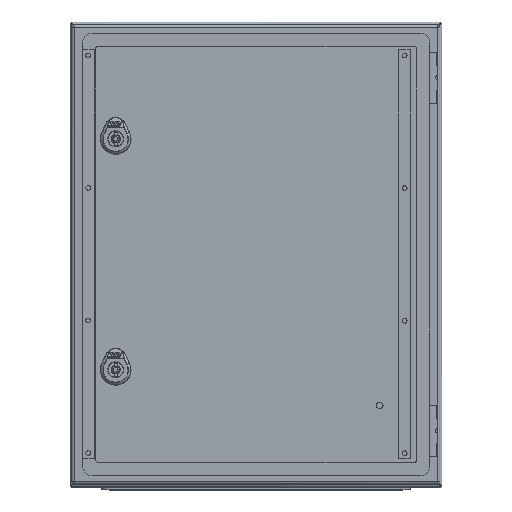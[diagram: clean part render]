
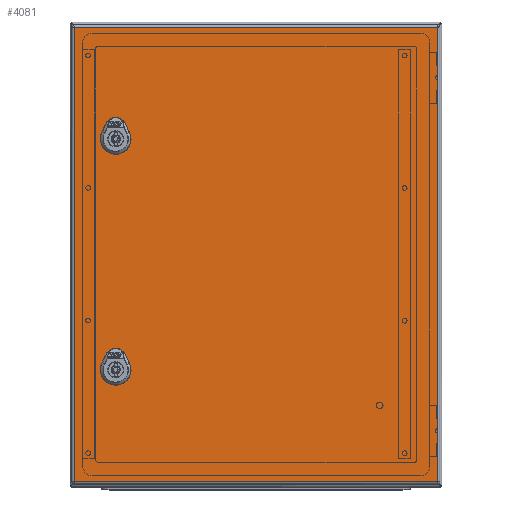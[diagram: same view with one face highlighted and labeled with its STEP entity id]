
A CAD part, top view. The second image highlights one B-rep face of the part: STEP entity #4081.
In plain terms, the highlighted face is planar.
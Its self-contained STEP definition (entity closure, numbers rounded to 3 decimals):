
#725=FACE_BOUND('',#6383,.T.);
#726=FACE_BOUND('',#6384,.T.);
#727=FACE_BOUND('',#6385,.T.);
#4081=ADVANCED_FACE('',(#725,#726,#727),#4842,.F.);
#4842=PLANE('',#19627);
#6383=EDGE_LOOP('',(#10158,#10159,#10160,#10161,#10162,#10163,#10164,#10165));
#6384=EDGE_LOOP('',(#10166,#10167,#10168,#10169,#10170,#10171,#10172,#10173));
#6385=EDGE_LOOP('',(#10174,#10175,#10176,#10177));
#7436=CIRCLE('',#19619,11.25);
#7437=CIRCLE('',#19620,11.25);
#7438=CIRCLE('',#19621,11.25);
#7439=CIRCLE('',#19622,11.25);
#7440=CIRCLE('',#19623,11.25);
#7441=CIRCLE('',#19624,11.25);
#7442=CIRCLE('',#19625,11.25);
#7443=CIRCLE('',#19626,11.25);
#10158=ORIENTED_EDGE('',*,*,#15260,.T.);
#10159=ORIENTED_EDGE('',*,*,#15261,.T.);
#10160=ORIENTED_EDGE('',*,*,#15262,.T.);
#10161=ORIENTED_EDGE('',*,*,#15263,.T.);
#10162=ORIENTED_EDGE('',*,*,#15264,.T.);
#10163=ORIENTED_EDGE('',*,*,#15265,.T.);
#10164=ORIENTED_EDGE('',*,*,#15266,.T.);
#10165=ORIENTED_EDGE('',*,*,#15267,.T.);
#10166=ORIENTED_EDGE('',*,*,#15268,.T.);
#10167=ORIENTED_EDGE('',*,*,#15269,.T.);
#10168=ORIENTED_EDGE('',*,*,#15270,.T.);
#10169=ORIENTED_EDGE('',*,*,#15271,.T.);
#10170=ORIENTED_EDGE('',*,*,#15272,.T.);
#10171=ORIENTED_EDGE('',*,*,#15273,.T.);
#10172=ORIENTED_EDGE('',*,*,#15274,.T.);
#10173=ORIENTED_EDGE('',*,*,#15275,.T.);
#10174=ORIENTED_EDGE('',*,*,#15276,.T.);
#10175=ORIENTED_EDGE('',*,*,#15277,.T.);
#10176=ORIENTED_EDGE('',*,*,#15278,.T.);
#10177=ORIENTED_EDGE('',*,*,#15279,.T.);
#13415=VERTEX_POINT('',#32095);
#13416=VERTEX_POINT('',#32096);
#13417=VERTEX_POINT('',#32098);
#13418=VERTEX_POINT('',#32100);
#13419=VERTEX_POINT('',#32102);
#13420=VERTEX_POINT('',#32104);
#13421=VERTEX_POINT('',#32106);
#13422=VERTEX_POINT('',#32108);
#13423=VERTEX_POINT('',#32111);
#13424=VERTEX_POINT('',#32112);
#13425=VERTEX_POINT('',#32114);
#13426=VERTEX_POINT('',#32116);
#13427=VERTEX_POINT('',#32118);
#13428=VERTEX_POINT('',#32120);
#13429=VERTEX_POINT('',#32122);
#13430=VERTEX_POINT('',#32124);
#13431=VERTEX_POINT('',#32127);
#13432=VERTEX_POINT('',#32128);
#13433=VERTEX_POINT('',#32130);
#13434=VERTEX_POINT('',#32132);
#15260=EDGE_CURVE('',#13415,#13416,#17061,.T.);
#15261=EDGE_CURVE('',#13416,#13417,#7436,.T.);
#15262=EDGE_CURVE('',#13417,#13418,#17062,.T.);
#15263=EDGE_CURVE('',#13418,#13419,#7437,.T.);
#15264=EDGE_CURVE('',#13419,#13420,#17063,.T.);
#15265=EDGE_CURVE('',#13420,#13421,#7438,.T.);
#15266=EDGE_CURVE('',#13421,#13422,#17064,.T.);
#15267=EDGE_CURVE('',#13422,#13415,#7439,.T.);
#15268=EDGE_CURVE('',#13423,#13424,#17065,.T.);
#15269=EDGE_CURVE('',#13424,#13425,#7440,.T.);
#15270=EDGE_CURVE('',#13425,#13426,#17066,.T.);
#15271=EDGE_CURVE('',#13426,#13427,#7441,.T.);
#15272=EDGE_CURVE('',#13427,#13428,#17067,.T.);
#15273=EDGE_CURVE('',#13428,#13429,#7442,.T.);
#15274=EDGE_CURVE('',#13429,#13430,#17068,.T.);
#15275=EDGE_CURVE('',#13430,#13423,#7443,.T.);
#15276=EDGE_CURVE('',#13431,#13432,#17069,.T.);
#15277=EDGE_CURVE('',#13432,#13433,#17070,.T.);
#15278=EDGE_CURVE('',#13433,#13434,#17071,.T.);
#15279=EDGE_CURVE('',#13434,#13431,#17072,.T.);
#17061=LINE('',#32094,#18275);
#17062=LINE('',#32099,#18276);
#17063=LINE('',#32103,#18277);
#17064=LINE('',#32107,#18278);
#17065=LINE('',#32110,#18279);
#17066=LINE('',#32115,#18280);
#17067=LINE('',#32119,#18281);
#17068=LINE('',#32123,#18282);
#17069=LINE('',#32126,#18283);
#17070=LINE('',#32129,#18284);
#17071=LINE('',#32131,#18285);
#17072=LINE('',#32133,#18286);
#18275=VECTOR('',#22323,1.);
#18276=VECTOR('',#22326,1.);
#18277=VECTOR('',#22329,1.);
#18278=VECTOR('',#22332,1.);
#18279=VECTOR('',#22335,1.);
#18280=VECTOR('',#22338,1.);
#18281=VECTOR('',#22341,1.);
#18282=VECTOR('',#22344,1.);
#18283=VECTOR('',#22347,1.);
#18284=VECTOR('',#22348,1.);
#18285=VECTOR('',#22349,1.);
#18286=VECTOR('',#22350,1.);
#19619=AXIS2_PLACEMENT_3D('',#32097,#22324,#22325);
#19620=AXIS2_PLACEMENT_3D('',#32101,#22327,#22328);
#19621=AXIS2_PLACEMENT_3D('',#32105,#22330,#22331);
#19622=AXIS2_PLACEMENT_3D('',#32109,#22333,#22334);
#19623=AXIS2_PLACEMENT_3D('',#32113,#22336,#22337);
#19624=AXIS2_PLACEMENT_3D('',#32117,#22339,#22340);
#19625=AXIS2_PLACEMENT_3D('',#32121,#22342,#22343);
#19626=AXIS2_PLACEMENT_3D('',#32125,#22345,#22346);
#19627=AXIS2_PLACEMENT_3D('',#32134,#22351,#22352);
#22323=DIRECTION('',(-1.,0.,0.));
#22324=DIRECTION('',(0.,0.,1.));
#22325=DIRECTION('',(1.,0.,0.));
#22326=DIRECTION('',(0.,-1.,0.));
#22327=DIRECTION('',(0.,0.,1.));
#22328=DIRECTION('',(1.,0.,0.));
#22329=DIRECTION('',(1.,0.,0.));
#22330=DIRECTION('',(0.,0.,1.));
#22331=DIRECTION('',(1.,0.,0.));
#22332=DIRECTION('',(0.,1.,0.));
#22333=DIRECTION('',(0.,0.,1.));
#22334=DIRECTION('',(1.,0.,0.));
#22335=DIRECTION('',(-1.,0.,0.));
#22336=DIRECTION('',(0.,0.,1.));
#22337=DIRECTION('',(1.,0.,0.));
#22338=DIRECTION('',(0.,-1.,0.));
#22339=DIRECTION('',(0.,0.,1.));
#22340=DIRECTION('',(1.,0.,0.));
#22341=DIRECTION('',(1.,0.,0.));
#22342=DIRECTION('',(0.,0.,1.));
#22343=DIRECTION('',(1.,0.,0.));
#22344=DIRECTION('',(0.,1.,0.));
#22345=DIRECTION('',(0.,0.,1.));
#22346=DIRECTION('',(1.,0.,0.));
#22347=DIRECTION('',(0.,1.,0.));
#22348=DIRECTION('',(1.,0.,0.));
#22349=DIRECTION('',(0.,-1.,0.));
#22350=DIRECTION('',(-1.,0.,0.));
#22351=DIRECTION('',(0.,0.,1.));
#22352=DIRECTION('',(1.,0.,0.));
#32094=CARTESIAN_POINT('',(-195.65,-114.,0.));
#32095=CARTESIAN_POINT('',(155.396,-114.,0.));
#32096=CARTESIAN_POINT('',(145.904,-114.,0.));
#32097=CARTESIAN_POINT('',(150.65,-124.2,0.));
#32098=CARTESIAN_POINT('',(140.45,-119.454,0.));
#32099=CARTESIAN_POINT('',(140.45,-244.7,0.));
#32100=CARTESIAN_POINT('',(140.45,-128.946,0.));
#32101=CARTESIAN_POINT('',(150.65,-124.2,0.));
#32102=CARTESIAN_POINT('',(145.904,-134.4,0.));
#32103=CARTESIAN_POINT('',(-195.65,-134.4,0.));
#32104=CARTESIAN_POINT('',(155.396,-134.4,0.));
#32105=CARTESIAN_POINT('',(150.65,-124.2,0.));
#32106=CARTESIAN_POINT('',(160.85,-128.946,0.));
#32107=CARTESIAN_POINT('',(160.85,-244.7,0.));
#32108=CARTESIAN_POINT('',(160.85,-119.454,0.));
#32109=CARTESIAN_POINT('',(150.65,-124.2,0.));
#32110=CARTESIAN_POINT('',(-195.65,134.4,0.));
#32111=CARTESIAN_POINT('',(155.396,134.4,0.));
#32112=CARTESIAN_POINT('',(145.904,134.4,0.));
#32113=CARTESIAN_POINT('',(150.65,124.2,0.));
#32114=CARTESIAN_POINT('',(140.45,128.946,0.));
#32115=CARTESIAN_POINT('',(140.45,-244.7,0.));
#32116=CARTESIAN_POINT('',(140.45,119.454,0.));
#32117=CARTESIAN_POINT('',(150.65,124.2,0.));
#32118=CARTESIAN_POINT('',(145.904,114.,0.));
#32119=CARTESIAN_POINT('',(-195.65,114.,0.));
#32120=CARTESIAN_POINT('',(155.396,114.,0.));
#32121=CARTESIAN_POINT('',(150.65,124.2,0.));
#32122=CARTESIAN_POINT('',(160.85,119.454,0.));
#32123=CARTESIAN_POINT('',(160.85,-244.7,0.));
#32124=CARTESIAN_POINT('',(160.85,128.946,0.));
#32125=CARTESIAN_POINT('',(150.65,124.2,0.));
#32126=CARTESIAN_POINT('',(-195.35,-244.7,0.));
#32127=CARTESIAN_POINT('',(-195.35,-244.4,0.));
#32128=CARTESIAN_POINT('',(-195.35,244.4,0.));
#32129=CARTESIAN_POINT('',(-195.65,244.4,0.));
#32130=CARTESIAN_POINT('',(195.35,244.4,0.));
#32131=CARTESIAN_POINT('',(195.35,-244.7,0.));
#32132=CARTESIAN_POINT('',(195.35,-244.4,0.));
#32133=CARTESIAN_POINT('',(-195.65,-244.4,0.));
#32134=CARTESIAN_POINT('',(-195.65,-244.7,0.));
